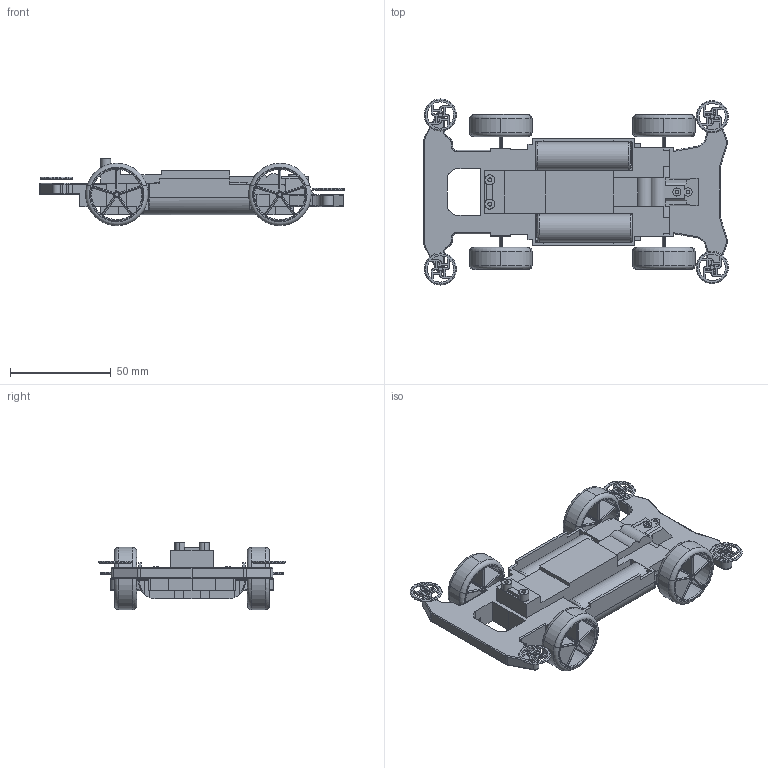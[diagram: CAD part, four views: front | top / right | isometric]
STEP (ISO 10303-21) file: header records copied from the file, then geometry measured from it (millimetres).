
FILE_DESCRIPTION(('CATIA V5 STEP Exchange'),'2;1');
FILE_NAME('MS_CHASSIS.stp','2011-04-13T13:38:40+00:00',('none'),('none'),'CATIA Version 5 Release 18 SP 5 (IN-10)','CATIA V5 STEP AP214','none');
FILE_SCHEMA(('AUTOMOTIVE_DESIGN { 1 0 10303 214 1 1 1 1 }'));
Length unit declared in the file: millimetre
Products named in the file (1): MS_CHASSIS
Bounding box: 151.3 x 92.5 x 33.5 mm (x, y, z)
Volume: 103116.3 mm3; surface area: 50453 mm2
Topology: 9 solids, 13 shells, 1129 faces, 2861 edges, 1731 vertices
Faces by surface type: cylinder 420, plane 365, torus 344
Entity records: 32000 total; most frequent: CARTESIAN_POINT 5702, ORIENTED_EDGE 5656, DIRECTION 4645, EDGE_CURVE 2808, AXIS2_PLACEMENT_3D 2354, VERTEX_POINT 1693, CIRCLE 1420, VECTOR 1359
